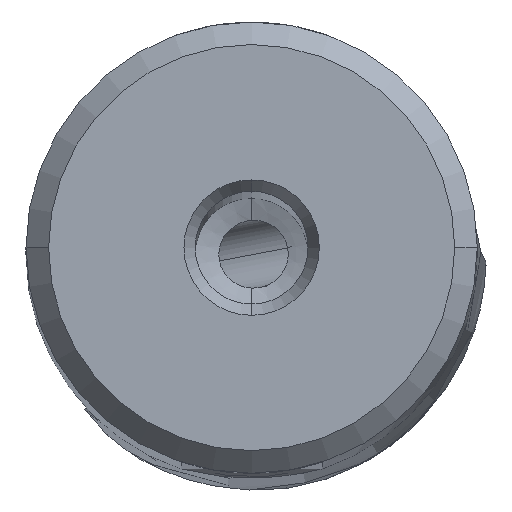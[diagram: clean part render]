
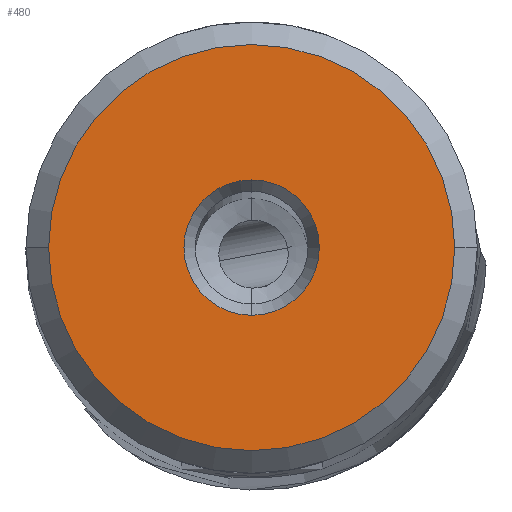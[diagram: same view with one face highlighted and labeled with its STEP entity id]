
A CAD part, top view. The second image highlights one B-rep face of the part: STEP entity #480.
In plain terms, the highlighted planar face has unit normal (0, 0, 1).
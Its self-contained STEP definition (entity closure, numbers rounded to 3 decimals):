
#480=ADVANCED_FACE('',(#608,#609),#576,.T.);
#576=PLANE('',#1812);
#608=FACE_BOUND('',#616,.T.);
#609=FACE_BOUND('',#617,.T.);
#616=EDGE_LOOP('',(#716,#717,#718));
#617=EDGE_LOOP('',(#719,#720));
#716=ORIENTED_EDGE('',*,*,#1401,.F.);
#717=ORIENTED_EDGE('',*,*,#1402,.F.);
#718=ORIENTED_EDGE('',*,*,#1403,.F.);
#719=ORIENTED_EDGE('',*,*,#1404,.F.);
#720=ORIENTED_EDGE('',*,*,#1405,.F.);
#1234=VERTEX_POINT('',#2508);
#1235=VERTEX_POINT('',#2509);
#1236=VERTEX_POINT('',#2511);
#1237=VERTEX_POINT('',#2514);
#1238=VERTEX_POINT('',#2515);
#1401=EDGE_CURVE('',#1234,#1235,#1660,.T.);
#1402=EDGE_CURVE('',#1236,#1234,#1661,.T.);
#1403=EDGE_CURVE('',#1235,#1236,#1662,.T.);
#1404=EDGE_CURVE('',#1237,#1238,#1663,.T.);
#1405=EDGE_CURVE('',#1238,#1237,#1664,.T.);
#1660=CIRCLE('',#1807,9.);
#1661=CIRCLE('',#1808,9.);
#1662=CIRCLE('',#1809,9.);
#1663=CIRCLE('',#1810,3.);
#1664=CIRCLE('',#1811,3.);
#1807=AXIS2_PLACEMENT_3D('',#2507,#2018,#2019);
#1808=AXIS2_PLACEMENT_3D('',#2510,#2020,#2021);
#1809=AXIS2_PLACEMENT_3D('',#2512,#2022,#2023);
#1810=AXIS2_PLACEMENT_3D('',#2513,#2024,#2025);
#1811=AXIS2_PLACEMENT_3D('',#2516,#2026,#2027);
#1812=AXIS2_PLACEMENT_3D('',#2517,#2028,#2029);
#2018=DIRECTION('',(0.,0.,-1.));
#2019=DIRECTION('',(-1.,0.,0.));
#2020=DIRECTION('',(0.,0.,-1.));
#2021=DIRECTION('',(0.,-1.,0.));
#2022=DIRECTION('',(0.,0.,-1.));
#2023=DIRECTION('',(1.,0.,0.));
#2024=DIRECTION('',(0.,0.,1.));
#2025=DIRECTION('',(0.,-1.,0.));
#2026=DIRECTION('',(0.,0.,1.));
#2027=DIRECTION('',(0.,1.,0.));
#2028=DIRECTION('',(0.,0.,1.));
#2029=DIRECTION('',(1.,0.,0.));
#2507=CARTESIAN_POINT('',(0.,0.,0.));
#2508=CARTESIAN_POINT('',(-9.,0.,0.));
#2509=CARTESIAN_POINT('',(9.,0.,0.));
#2510=CARTESIAN_POINT('',(0.,0.,0.));
#2511=CARTESIAN_POINT('',(0.,-9.,0.));
#2512=CARTESIAN_POINT('',(0.,0.,0.));
#2513=CARTESIAN_POINT('',(0.,0.,0.));
#2514=CARTESIAN_POINT('',(0.,-3.,0.));
#2515=CARTESIAN_POINT('',(0.,3.,0.));
#2516=CARTESIAN_POINT('',(0.,0.,0.));
#2517=CARTESIAN_POINT('',(0.,0.,0.));
